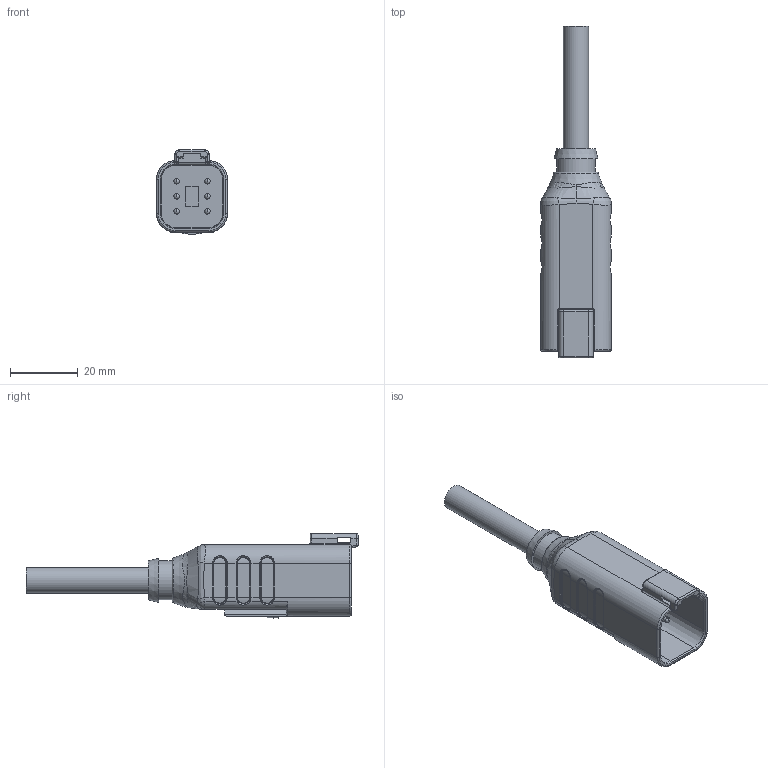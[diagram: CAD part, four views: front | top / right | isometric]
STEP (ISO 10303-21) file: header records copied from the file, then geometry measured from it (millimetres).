
FILE_DESCRIPTION(/* description */ (''),/* implementation_level */ '2;1');
FILE_NAME(/* name */ '5037609_MA-DT04-6P-m_25_01_2023.stp',/* time_stamp */ '2023-01-25T13:47:39+01:00',/* author */ ('ESCHA GmbH & Co. KG'),/* organization */ ('ESCHA GmbH & Co. KG'),/* preprocessor_version */ 'ST-DEVELOPER v16',/* originating_system */ 'SIEMENS PLM Software NX 10.0',/* authorisation */ '');
FILE_SCHEMA (('AUTOMOTIVE_DESIGN { 1 0 10303 214 3 1 1 1 }'));
Length unit declared in the file: millimetre
Products named in the file (1): 6000467_UMSPRITZEN_part_404611
Bounding box: 21 x 98.25 x 25.02 mm (x, y, z)
Volume: 16522.7 mm3; surface area: 7638.6 mm2
Topology: 1 solids, 1 shells, 387 faces, 962 edges, 560 vertices
Faces by surface type: cylinder 113, plane 98, bspline 82, torus 63, sphere 18, cone 13
Full cylindrical faces by diameter (mm): 7.5 x1, 11.5 x1
Entity records: 15395 total; most frequent: CARTESIAN_POINT 6781, ORIENTED_EDGE 1864, DIRECTION 1750, EDGE_CURVE 932, AXIS2_PLACEMENT_3D 703, VERTEX_POINT 559, EDGE_LOOP 403, ADVANCED_FACE 387
